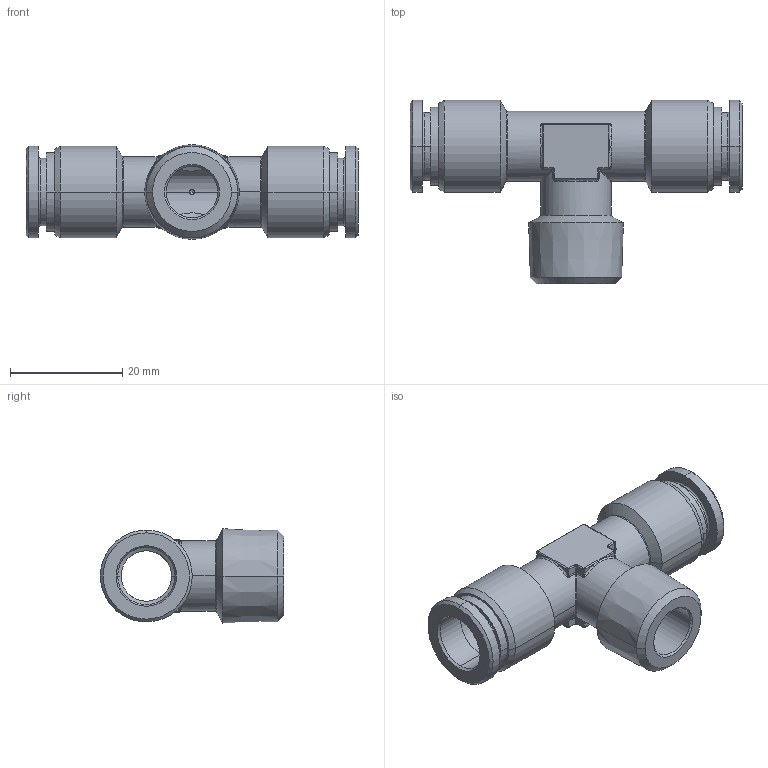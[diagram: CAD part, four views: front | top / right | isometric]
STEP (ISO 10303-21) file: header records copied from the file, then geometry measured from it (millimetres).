
FILE_DESCRIPTION(( 'MXM.20.10.38.stp' ), '1');
FILE_NAME( 'MXM.20.10.38.stp', '2019-06-19T15:24:51',( 'Sopra'),('sopra-pneumatic.com'), 'SwSTEP 2.0','SolidWorks 2009','' );
FILE_SCHEMA(('CONFIG_CONTROL_DESIGN'));
Length unit declared in the file: millimetre
Products named in the file (1): 381872B_941X4-10FF-3-8K
Bounding box: 59.2 x 32.7 x 16.88 mm (x, y, z)
Volume: 7327.1 mm3; surface area: 7137.8 mm2
Topology: 1 solids, 1 shells, 215 faces, 481 edges, 275 vertices
Faces by surface type: cylinder 74, cone 40, plane 37, torus 30, bspline 22, sphere 12
Entity records: 7718 total; most frequent: CARTESIAN_POINT 2984, DIRECTION 1033, ORIENTED_EDGE 958, EDGE_CURVE 479, AXIS2_PLACEMENT_3D 433, VERTEX_POINT 275, CIRCLE 240, EDGE_LOOP 228
